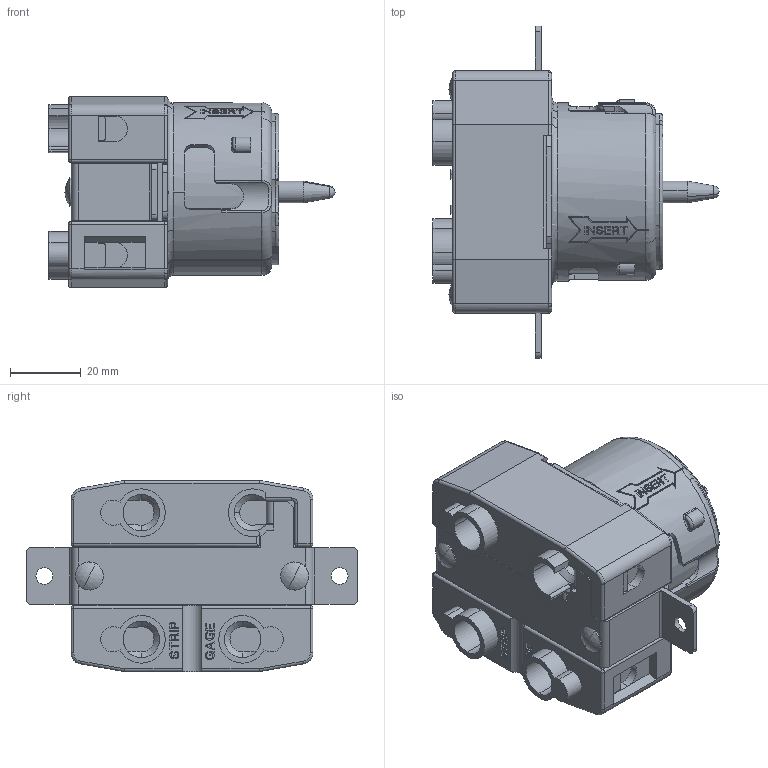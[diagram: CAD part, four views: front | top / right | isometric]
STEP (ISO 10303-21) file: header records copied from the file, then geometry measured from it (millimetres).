
FILE_DESCRIPTION (( 'STEP AP214' ), '1' );
FILE_NAME ('CATSTD-0CS63-069-M01.STEP', '2022-08-01T14:07:29', ( '' ), ( '' ), 'SwSTEP 2.0', 'SolidWorks 2020', '' );
FILE_SCHEMA (( 'AUTOMOTIVE_DESIGN' ));
Length unit declared in the file: inch
Products named in the file (1): CATSTD-0CS63-069-M01
Bounding box: 80.72 x 93.65 x 53.98 mm (x, y, z)
Volume: 149107.9 mm3; surface area: 36803.4 mm2
Topology: 1 solids, 1 shells, 1560 faces, 4319 edges, 2818 vertices
Faces by surface type: plane 1034, cylinder 402, torus 46, bspline 40, cone 23, sphere 15
Entity records: 73979 total; most frequent: CARTESIAN_POINT 14239, ORIENTED_EDGE 8612, DIRECTION 7857, EDGE_CURVE 4306, VECTOR 2899, LINE 2899, VERTEX_POINT 2818, AXIS2_PLACEMENT_3D 2479
